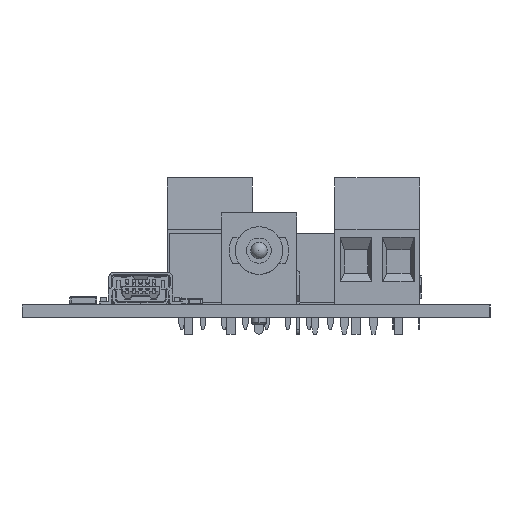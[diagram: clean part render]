
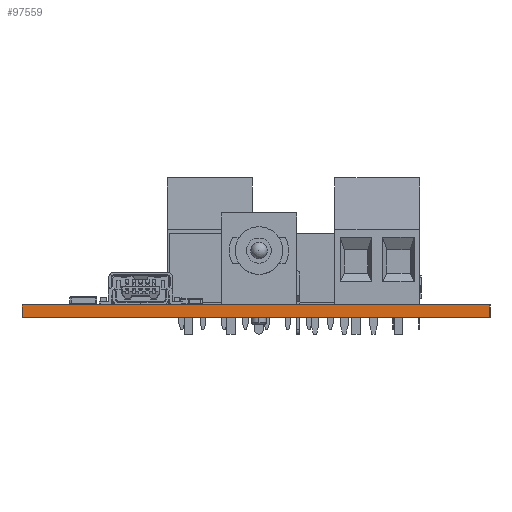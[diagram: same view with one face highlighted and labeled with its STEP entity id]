
A CAD part, left-side view. The second image highlights one B-rep face of the part: STEP entity #97559.
In plain terms, the highlighted planar face has unit normal (-1, 0, 0).
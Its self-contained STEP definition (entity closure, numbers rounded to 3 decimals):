
#10101 = DIRECTION ( 'NONE',  ( 0., 0., 1. ) ) ;
#12605 = VERTEX_POINT ( 'NONE', #35549 ) ;
#20848 = CARTESIAN_POINT ( 'NONE',  ( 0., 56., -1.55 ) ) ;
#23605 = VECTOR ( 'NONE', #40828, 1000. ) ;
#24737 = EDGE_CURVE ( 'NONE', #119911, #12605, #171004, .T. ) ;
#32361 = ORIENTED_EDGE ( 'NONE', *, *, #24737, .T. ) ;
#32458 = CARTESIAN_POINT ( 'NONE',  ( 0., 0., 0. ) ) ;
#34527 = EDGE_LOOP ( 'NONE', ( #150563, #38250, #32361, #181257 ) ) ;
#35549 = CARTESIAN_POINT ( 'NONE',  ( 0., 56., -1.55 ) ) ;
#38250 = ORIENTED_EDGE ( 'NONE', *, *, #95053, .T. ) ;
#40828 = DIRECTION ( 'NONE',  ( 0., 0., -1. ) ) ;
#48016 = VECTOR ( 'NONE', #159958, 1000. ) ;
#60080 = CARTESIAN_POINT ( 'NONE',  ( 0., 0., 0. ) ) ;
#64340 = VECTOR ( 'NONE', #80103, 1000. ) ;
#66913 = CARTESIAN_POINT ( 'NONE',  ( 0., 0., -1.55 ) ) ;
#66981 = PLANE ( 'NONE',  #147972 ) ;
#67102 = CARTESIAN_POINT ( 'NONE',  ( 0., 56., -1.55 ) ) ;
#68832 = CARTESIAN_POINT ( 'NONE',  ( 0., 56., 0. ) ) ;
#80103 = DIRECTION ( 'NONE',  ( 0., 1., 0. ) ) ;
#81323 = DIRECTION ( 'NONE',  ( 1., 0., 0. ) ) ;
#81391 = EDGE_CURVE ( 'NONE', #177208, #12605, #140188, .T. ) ;
#95053 = EDGE_CURVE ( 'NONE', #128936, #119911, #157477, .T. ) ;
#97559 = ADVANCED_FACE ( 'NONE', ( #136676 ), #66981, .F. ) ;
#113222 = LINE ( 'NONE', #66913, #180154 ) ;
#119911 = VERTEX_POINT ( 'NONE', #68832 ) ;
#128936 = VERTEX_POINT ( 'NONE', #32458 ) ;
#134528 = EDGE_CURVE ( 'NONE', #177208, #128936, #113222, .T. ) ;
#136676 = FACE_OUTER_BOUND ( 'NONE', #34527, .T. ) ;
#140188 = LINE ( 'NONE', #20848, #64340 ) ;
#147972 = AXIS2_PLACEMENT_3D ( 'NONE', #166794, #81323, #181117 ) ;
#150563 = ORIENTED_EDGE ( 'NONE', *, *, #134528, .T. ) ;
#157477 = LINE ( 'NONE', #60080, #48016 ) ;
#159958 = DIRECTION ( 'NONE',  ( 0., 1., 0. ) ) ;
#166794 = CARTESIAN_POINT ( 'NONE',  ( 0., 56., -1.55 ) ) ;
#171004 = LINE ( 'NONE', #67102, #23605 ) ;
#177208 = VERTEX_POINT ( 'NONE', #185072 ) ;
#180154 = VECTOR ( 'NONE', #10101, 1000. ) ;
#181117 = DIRECTION ( 'NONE',  ( 0., 0., -1. ) ) ;
#181257 = ORIENTED_EDGE ( 'NONE', *, *, #81391, .F. ) ;
#185072 = CARTESIAN_POINT ( 'NONE',  ( 0., 0., -1.55 ) ) ;
